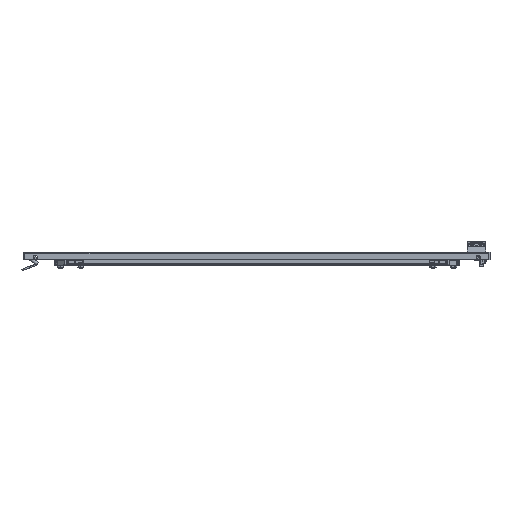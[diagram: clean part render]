
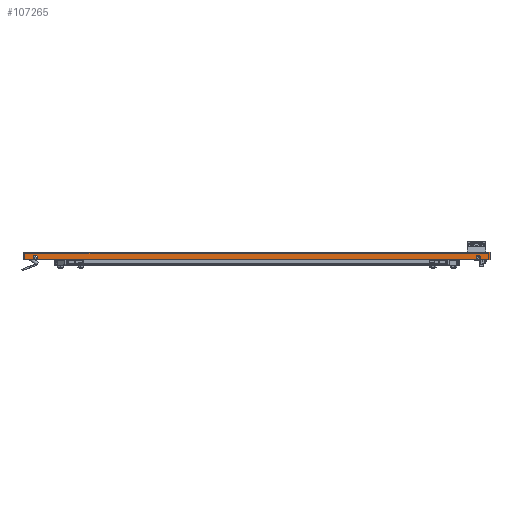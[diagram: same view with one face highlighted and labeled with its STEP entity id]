
A CAD part, front view. The second image highlights one B-rep face of the part: STEP entity #107265.
In plain terms, the highlighted planar face has unit normal (0, -1, 0).
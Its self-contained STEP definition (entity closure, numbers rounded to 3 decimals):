
#3126 = CIRCLE ( 'NONE', #146040, 3.5 ) ;
#3712 = DIRECTION ( 'NONE',  ( 0., -1., 0. ) ) ;
#5533 = VERTEX_POINT ( 'NONE', #64430 ) ;
#5796 = CARTESIAN_POINT ( 'NONE',  ( 397.5, -1095., 0. ) ) ;
#5823 = ORIENTED_EDGE ( 'NONE', *, *, #103152, .T. ) ;
#5948 = VERTEX_POINT ( 'NONE', #19453 ) ;
#15635 = CARTESIAN_POINT ( 'NONE',  ( 377.5, -1095., 5. ) ) ;
#16657 = PLANE ( 'NONE',  #70165 ) ;
#18912 = LINE ( 'NONE', #56125, #23093 ) ;
#19360 = CARTESIAN_POINT ( 'NONE',  ( 377.5, -1095., 8.5 ) ) ;
#19453 = CARTESIAN_POINT ( 'NONE',  ( 377.5, -1095., 1.5 ) ) ;
#19982 = CARTESIAN_POINT ( 'NONE',  ( -377.5, -1095., 8.5 ) ) ;
#20771 = DIRECTION ( 'NONE',  ( 0., -1., 0. ) ) ;
#22322 = CARTESIAN_POINT ( 'NONE',  ( 397.5, -1095., 13. ) ) ;
#23093 = VECTOR ( 'NONE', #101624, 1000. ) ;
#24485 = DIRECTION ( 'NONE',  ( 1., 0., 0. ) ) ;
#25639 = ORIENTED_EDGE ( 'NONE', *, *, #86435, .F. ) ;
#27988 = CARTESIAN_POINT ( 'NONE',  ( -377.5, -1095., 1.5 ) ) ;
#30659 = DIRECTION ( 'NONE',  ( 0., 0., 1. ) ) ;
#32370 = DIRECTION ( 'NONE',  ( 0., 0., -1. ) ) ;
#32479 = EDGE_CURVE ( 'NONE', #60633, #98792, #100584, .T. ) ;
#32809 = VERTEX_POINT ( 'NONE', #19982 ) ;
#36609 = CARTESIAN_POINT ( 'NONE',  ( 0., -1095., 0. ) ) ;
#37665 = EDGE_CURVE ( 'NONE', #5533, #49573, #60913, .T. ) ;
#43198 = EDGE_LOOP ( 'NONE', ( #118421, #141242, #81779, #5823 ) ) ;
#45148 = CARTESIAN_POINT ( 'NONE',  ( 397.5, -1095., 0. ) ) ;
#47308 = CARTESIAN_POINT ( 'NONE',  ( 377.5, -1095., 5. ) ) ;
#49045 = VECTOR ( 'NONE', #146889, 1000. ) ;
#49573 = VERTEX_POINT ( 'NONE', #5796 ) ;
#50385 = EDGE_CURVE ( 'NONE', #51138, #5948, #140325, .T. ) ;
#51138 = VERTEX_POINT ( 'NONE', #19360 ) ;
#52888 = EDGE_CURVE ( 'NONE', #32809, #117523, #3126, .T. ) ;
#55309 = DIRECTION ( 'NONE',  ( 0., 1., 0. ) ) ;
#56125 = CARTESIAN_POINT ( 'NONE',  ( -397.5, -1095., 13. ) ) ;
#57501 = VECTOR ( 'NONE', #24485, 1000. ) ;
#58139 = ORIENTED_EDGE ( 'NONE', *, *, #78860, .F. ) ;
#59237 = VECTOR ( 'NONE', #30659, 1000. ) ;
#59815 = EDGE_CURVE ( 'NONE', #98792, #5533, #18912, .T. ) ;
#60633 = VERTEX_POINT ( 'NONE', #22322 ) ;
#60913 = LINE ( 'NONE', #36609, #57501 ) ;
#61906 = DIRECTION ( 'NONE',  ( 0., -1., 0. ) ) ;
#64430 = CARTESIAN_POINT ( 'NONE',  ( -397.5, -1095., 0. ) ) ;
#64720 = AXIS2_PLACEMENT_3D ( 'NONE', #47308, #20771, #79950 ) ;
#68843 = EDGE_LOOP ( 'NONE', ( #25639, #131507 ) ) ;
#70165 = AXIS2_PLACEMENT_3D ( 'NONE', #87870, #55309, #123602 ) ;
#78860 = EDGE_CURVE ( 'NONE', #5948, #51138, #130135, .T. ) ;
#79950 = DIRECTION ( 'NONE',  ( 0., 0., -1. ) ) ;
#81779 = ORIENTED_EDGE ( 'NONE', *, *, #37665, .T. ) ;
#86435 = EDGE_CURVE ( 'NONE', #117523, #32809, #117707, .T. ) ;
#87870 = CARTESIAN_POINT ( 'NONE',  ( 0., -1095., 13. ) ) ;
#94821 = CARTESIAN_POINT ( 'NONE',  ( -397.5, -1095., 13. ) ) ;
#97064 = FACE_OUTER_BOUND ( 'NONE', #43198, .T. ) ;
#98792 = VERTEX_POINT ( 'NONE', #94821 ) ;
#99918 = EDGE_LOOP ( 'NONE', ( #58139, #132687 ) ) ;
#100584 = LINE ( 'NONE', #127171, #49045 ) ;
#101624 = DIRECTION ( 'NONE',  ( 0., 0., -1. ) ) ;
#103152 = EDGE_CURVE ( 'NONE', #49573, #60633, #136977, .T. ) ;
#107265 = ADVANCED_FACE ( 'NONE', ( #97064, #121349, #143338 ), #16657, .F. ) ;
#109093 = CARTESIAN_POINT ( 'NONE',  ( -377.5, -1095., 5. ) ) ;
#112104 = DIRECTION ( 'NONE',  ( 0., -1., 0. ) ) ;
#112833 = AXIS2_PLACEMENT_3D ( 'NONE', #134837, #112104, #32370 ) ;
#117523 = VERTEX_POINT ( 'NONE', #27988 ) ;
#117707 = CIRCLE ( 'NONE', #112833, 3.5 ) ;
#118421 = ORIENTED_EDGE ( 'NONE', *, *, #32479, .T. ) ;
#121349 = FACE_BOUND ( 'NONE', #99918, .T. ) ;
#123602 = DIRECTION ( 'NONE',  ( 1., 0., 0. ) ) ;
#127171 = CARTESIAN_POINT ( 'NONE',  ( 0., -1095., 13. ) ) ;
#130135 = CIRCLE ( 'NONE', #64720, 3.5 ) ;
#131507 = ORIENTED_EDGE ( 'NONE', *, *, #52888, .F. ) ;
#132687 = ORIENTED_EDGE ( 'NONE', *, *, #50385, .F. ) ;
#134837 = CARTESIAN_POINT ( 'NONE',  ( -377.5, -1095., 5. ) ) ;
#136977 = LINE ( 'NONE', #45148, #59237 ) ;
#140325 = CIRCLE ( 'NONE', #142678, 3.5 ) ;
#141242 = ORIENTED_EDGE ( 'NONE', *, *, #59815, .T. ) ;
#141740 = DIRECTION ( 'NONE',  ( 0., 0., -1. ) ) ;
#142678 = AXIS2_PLACEMENT_3D ( 'NONE', #15635, #61906, #143812 ) ;
#143338 = FACE_BOUND ( 'NONE', #68843, .T. ) ;
#143812 = DIRECTION ( 'NONE',  ( 0., 0., -1. ) ) ;
#146040 = AXIS2_PLACEMENT_3D ( 'NONE', #109093, #3712, #141740 ) ;
#146889 = DIRECTION ( 'NONE',  ( -1., 0., 0. ) ) ;
